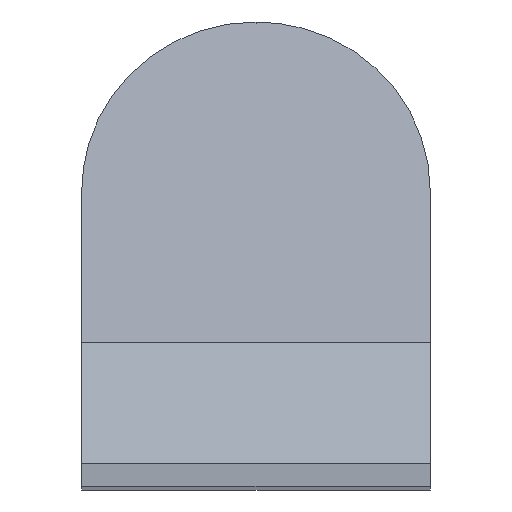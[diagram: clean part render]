
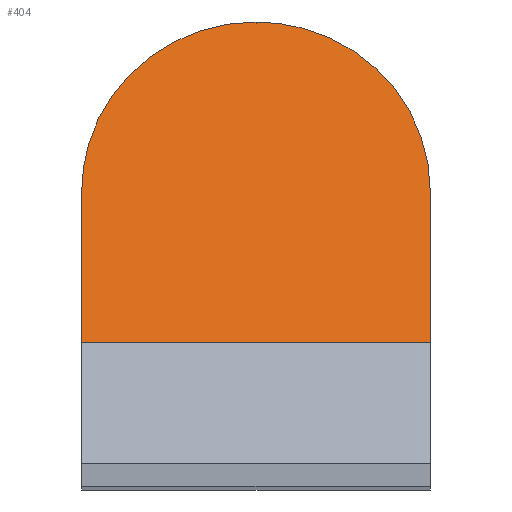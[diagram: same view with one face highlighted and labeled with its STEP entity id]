
A CAD part, top view. The second image highlights one B-rep face of the part: STEP entity #404.
In plain terms, the highlighted planar face has unit normal (0, 0.259, 0.966).
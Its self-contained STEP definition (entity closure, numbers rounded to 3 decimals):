
#17 = EDGE_LOOP ( 'NONE', ( #326, #325, #386, #327, #329 ) ) ;
#30 = CARTESIAN_POINT ( 'NONE',  ( 15., 12.392, 84. ) ) ;
#31 = DIRECTION ( 'NONE',  ( 0., 0.966, -0.259 ) ) ;
#55 = EDGE_CURVE ( 'NONE', #286, #283, #270, .T. ) ;
#56 = EDGE_CURVE ( 'NONE', #298, #286, #271, .T. ) ;
#78 = CARTESIAN_POINT ( 'NONE',  ( 1.974, 39.905, 76.628 ) ) ;
#79 = CARTESIAN_POINT ( 'NONE',  ( 0., 40., 76.603 ) ) ;
#80 = CARTESIAN_POINT ( 'NONE',  ( 0.992, 40., 76.603 ) ) ;
#81 = CARTESIAN_POINT ( 'NONE',  ( 3.43, 39.623, 76.704 ) ) ;
#82 = CARTESIAN_POINT ( 'NONE',  ( 3.911, 39.505, 76.735 ) ) ;
#83 = CARTESIAN_POINT ( 'NONE',  ( 6.655, 38.499, 77.005 ) ) ;
#84 = CARTESIAN_POINT ( 'NONE',  ( 4.85, 39.227, 76.81 ) ) ;
#85 = CARTESIAN_POINT ( 'NONE',  ( 5.77, 38.906, 76.896 ) ) ;
#86 = CARTESIAN_POINT ( 'NONE',  ( 9.175, 37.002, 77.406 ) ) ;
#87 = CARTESIAN_POINT ( 'NONE',  ( 7.521, 38.049, 77.125 ) ) ;
#88 = CARTESIAN_POINT ( 'NONE',  ( 7.947, 37.801, 77.192 ) ) ;
#89 = CARTESIAN_POINT ( 'NONE',  ( 9.929, 36.399, 77.567 ) ) ;
#90 = CARTESIAN_POINT ( 'NONE',  ( 11.921, 34.298, 78.13 ) ) ;
#91 = CARTESIAN_POINT ( 'NONE',  ( 10.965, 35.392, 77.837 ) ) ;
#92 = CARTESIAN_POINT ( 'NONE',  ( 11.295, 35.039, 77.932 ) ) ;
#93 = CARTESIAN_POINT ( 'NONE',  ( 13.028, 32.728, 78.551 ) ) ;
#94 = CARTESIAN_POINT ( 'NONE',  ( 13.487, 31.894, 78.775 ) ) ;
#95 = CARTESIAN_POINT ( 'NONE',  ( 14.501, 29.21, 79.494 ) ) ;
#96 = CARTESIAN_POINT ( 'NONE',  ( 12.214, 33.913, 78.234 ) ) ;
#97 = CARTESIAN_POINT ( 'NONE',  ( 14.049, 30.575, 79.128 ) ) ;
#98 = CARTESIAN_POINT ( 'NONE',  ( 14.619, 28.75, 79.617 ) ) ;
#99 = CARTESIAN_POINT ( 'NONE',  ( 14.216, 30.122, 79.249 ) ) ;
#100 = CARTESIAN_POINT ( 'NONE',  ( 14.903, 27.36, 79.99 ) ) ;
#101 = CARTESIAN_POINT ( 'NONE',  ( 15., 25.459, 80.499 ) ) ;
#102 = CARTESIAN_POINT ( 'NONE',  ( -14.614, 28.771, 79.611 ) ) ;
#103 = CARTESIAN_POINT ( 'NONE',  ( -15., 25.459, 80.499 ) ) ;
#104 = CARTESIAN_POINT ( 'NONE',  ( -15., 26.417, 80.242 ) ) ;
#105 = CARTESIAN_POINT ( 'NONE',  ( -13.879, 31.036, 79.005 ) ) ;
#106 = CARTESIAN_POINT ( 'NONE',  ( -14.493, 29.236, 79.487 ) ) ;
#107 = CARTESIAN_POINT ( 'NONE',  ( -14.903, 27.365, 79.988 ) ) ;
#108 = CARTESIAN_POINT ( 'NONE',  ( -13.461, 31.891, 78.775 ) ) ;
#109 = CARTESIAN_POINT ( 'NONE',  ( -11.923, 34.333, 78.121 ) ) ;
#110 = CARTESIAN_POINT ( 'NONE',  ( -14.208, 30.145, 79.243 ) ) ;
#111 = CARTESIAN_POINT ( 'NONE',  ( -12.745, 33.141, 78.44 ) ) ;
#112 = CARTESIAN_POINT ( 'NONE',  ( -11.303, 35.065, 77.925 ) ) ;
#113 = CARTESIAN_POINT ( 'NONE',  ( -10.267, 36.071, 77.655 ) ) ;
#114 = CARTESIAN_POINT ( 'NONE',  ( -13., 32.729, 78.551 ) ) ;
#115 = CARTESIAN_POINT ( 'NONE',  ( -9.903, 36.391, 77.57 ) ) ;
#116 = CARTESIAN_POINT ( 'NONE',  ( -9.14, 36.999, 77.407 ) ) ;
#117 = CARTESIAN_POINT ( 'NONE',  ( -8.742, 37.284, 77.33 ) ) ;
#118 = CARTESIAN_POINT ( 'NONE',  ( -7.519, 38.077, 77.118 ) ) ;
#119 = CARTESIAN_POINT ( 'NONE',  ( -6.658, 38.524, 76.998 ) ) ;
#120 = CARTESIAN_POINT ( 'NONE',  ( -1.968, 39.905, 76.628 ) ) ;
#121 = CARTESIAN_POINT ( 'NONE',  ( -5.295, 39.072, 76.851 ) ) ;
#122 = CARTESIAN_POINT ( 'NONE',  ( -0.992, 40., 76.603 ) ) ;
#123 = CARTESIAN_POINT ( 'NONE',  ( 0., 40., 76.603 ) ) ;
#124 = CARTESIAN_POINT ( 'NONE',  ( -3.407, 39.628, 76.702 ) ) ;
#125 = CARTESIAN_POINT ( 'NONE',  ( -3.883, 39.512, 76.733 ) ) ;
#126 = CARTESIAN_POINT ( 'NONE',  ( 15., 26.417, 80.242 ) ) ;
#127 = CARTESIAN_POINT ( 'NONE',  ( -4.826, 39.235, 76.808 ) ) ;
#136 = CARTESIAN_POINT ( 'NONE',  ( 15., 12.392, 84. ) ) ;
#138 = DIRECTION ( 'NONE',  ( 1., 0., 0. ) ) ;
#139 = CARTESIAN_POINT ( 'NONE',  ( -55.439, 12.392, 84. ) ) ;
#153 = DIRECTION ( 'NONE',  ( 0., -0.966, 0.259 ) ) ;
#154 = CARTESIAN_POINT ( 'NONE',  ( -15., 12.392, 84. ) ) ;
#165 = CARTESIAN_POINT ( 'NONE',  ( 15., 25.459, 80.499 ) ) ;
#176 = CARTESIAN_POINT ( 'NONE',  ( -15., 12.392, 84. ) ) ;
#178 = CARTESIAN_POINT ( 'NONE',  ( -15., 25.459, 80.499 ) ) ;
#202 = CARTESIAN_POINT ( 'NONE',  ( 0., 40., 76.603 ) ) ;
#235 = EDGE_CURVE ( 'NONE', #283, #285, #367, .T. ) ;
#239 = EDGE_CURVE ( 'NONE', #285, #389, #371, .T. ) ;
#254 = AXIS2_PLACEMENT_3D ( 'NONE', #441, #446, #445 ) ;
#270 = B_SPLINE_CURVE_WITH_KNOTS ( 'NONE', 3,
 ( #123, #122, #120, #124, #125, #127, #121, #119, #118, #117, #116, #115, #113, #112, #109, #111, #114, #108, #105, #110, #106, #102, #107, #104, #103 ),
 .UNSPECIFIED., .F., .F.,
 ( 4, 2, 2, 2, 2, 2, 2, 2, 2, 1, 2, 2, 4 ),
 ( 0., 0.003, 0.004, 0.006, 0.009, 0.01, 0.012, 0.015, 0.016, 0.018, 0.019, 0.021, 0.023 ),
 .UNSPECIFIED. ) ;
#271 = B_SPLINE_CURVE_WITH_KNOTS ( 'NONE', 3,
 ( #101, #126, #100, #98, #95, #99, #97, #94, #93, #96, #90, #92, #91, #89, #86, #88, #87, #83, #85, #84, #82, #81, #78, #80, #79 ),
 .UNSPECIFIED., .F., .F.,
 ( 4, 2, 2, 2, 2, 2, 2, 2, 2, 1, 2, 2, 4 ),
 ( 0., 0.003, 0.004, 0.006, 0.009, 0.01, 0.012, 0.015, 0.016, 0.018, 0.019, 0.021, 0.023 ),
 .UNSPECIFIED. ) ;
#283 = VERTEX_POINT ( 'NONE', #178 ) ;
#285 = VERTEX_POINT ( 'NONE', #176 ) ;
#286 = VERTEX_POINT ( 'NONE', #202 ) ;
#298 = VERTEX_POINT ( 'NONE', #165 ) ;
#325 = ORIENTED_EDGE ( 'NONE', *, *, #55, .T. ) ;
#326 = ORIENTED_EDGE ( 'NONE', *, *, #56, .T. ) ;
#327 = ORIENTED_EDGE ( 'NONE', *, *, #239, .T. ) ;
#329 = ORIENTED_EDGE ( 'NONE', *, *, #467, .T. ) ;
#367 = LINE ( 'NONE', #154, #373 ) ;
#371 = LINE ( 'NONE', #139, #381 ) ;
#373 = VECTOR ( 'NONE', #153, 1000. ) ;
#381 = VECTOR ( 'NONE', #138, 1000. ) ;
#383 = FACE_OUTER_BOUND ( 'NONE', #17, .T. ) ;
#386 = ORIENTED_EDGE ( 'NONE', *, *, #235, .T. ) ;
#389 = VERTEX_POINT ( 'NONE', #136 ) ;
#404 = ADVANCED_FACE ( 'NONE', ( #383 ), #439, .F. ) ;
#439 = PLANE ( 'NONE',  #254 ) ;
#441 = CARTESIAN_POINT ( 'NONE',  ( -55.439, 12.392, 84. ) ) ;
#445 = DIRECTION ( 'NONE',  ( 0., 0.966, -0.259 ) ) ;
#446 = DIRECTION ( 'NONE',  ( 0., -0.259, -0.966 ) ) ;
#467 = EDGE_CURVE ( 'NONE', #389, #298, #483, .T. ) ;
#483 = LINE ( 'NONE', #30, #490 ) ;
#490 = VECTOR ( 'NONE', #31, 1000. ) ;
